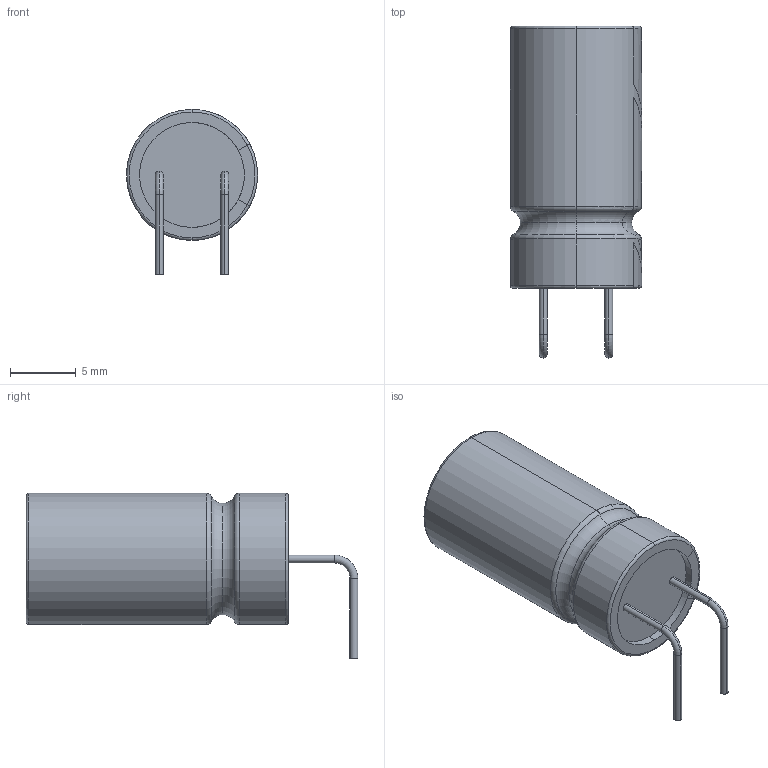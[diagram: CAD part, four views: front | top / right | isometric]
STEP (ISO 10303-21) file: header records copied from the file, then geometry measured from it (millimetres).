
FILE_DESCRIPTION (( 'STEP AP214' ), '1' );
FILE_NAME ('87250C6F-77F6-491D-80A9-15DF749DD991.STEP', '2024-03-27T14:03:12', ( '' ), ( '' ), 'SwSTEP 2.0', 'SolidWorks 2022', '' );
FILE_SCHEMA (( 'AUTOMOTIVE_DESIGN' ));
Length unit declared in the file: millimetre
Products named in the file (1): 87250C6F-77F6-491D-80A9-15DF749DD991
Bounding box: 10 x 25.3 x 12.6 mm (x, y, z)
Volume: 1510.8 mm3; surface area: 857.9 mm2
Topology: 1 solids, 1 shells, 79 faces, 197 edges, 122 vertices
Faces by surface type: torus 29, plane 28, cylinder 22
Entity records: 2968 total; most frequent: CARTESIAN_POINT 483, DIRECTION 440, ORIENTED_EDGE 394, EDGE_CURVE 197, AXIS2_PLACEMENT_3D 183, VERTEX_POINT 122, CIRCLE 103, EDGE_LOOP 81
